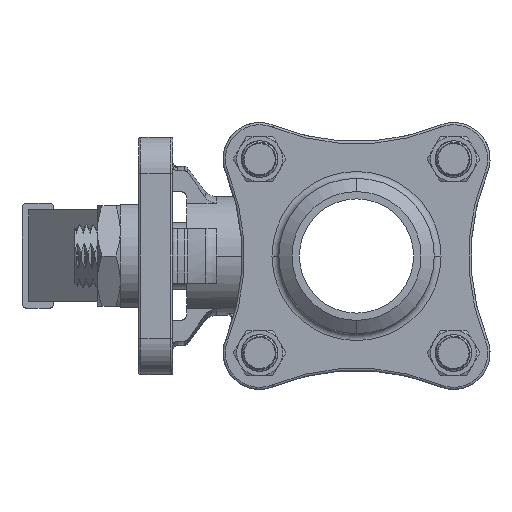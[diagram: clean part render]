
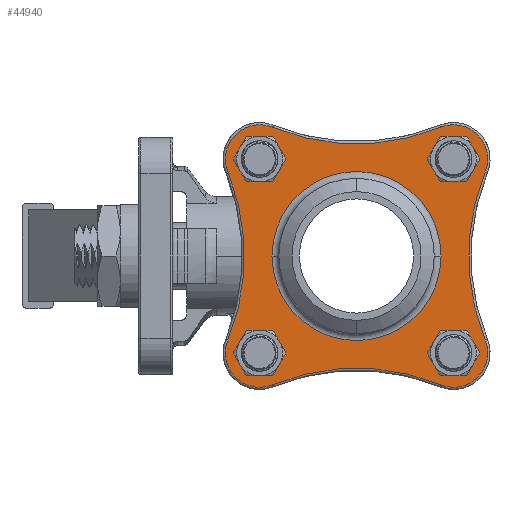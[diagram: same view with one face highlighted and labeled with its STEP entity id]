
A CAD part, left-side view. The second image highlights one B-rep face of the part: STEP entity #44940.
In plain terms, the highlighted planar face has unit normal (-1, 0, 0).
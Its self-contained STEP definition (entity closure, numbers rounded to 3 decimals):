
#43859=CARTESIAN_POINT('',(0.,-21.213,-21.213));
#43860=DIRECTION('',(-1.,0.,0.));
#43861=DIRECTION('',(0.,-1.,0.));
#43862=AXIS2_PLACEMENT_3D('',#43859,#43860,#43861);
#43864=CARTESIAN_POINT('',(0.,-21.213,-21.213));
#43865=DIRECTION('',(-1.,0.,0.));
#43866=DIRECTION('',(0.,1.,0.));
#43867=AXIS2_PLACEMENT_3D('',#43864,#43865,#43866);
#43869=CARTESIAN_POINT('',(0.,21.213,-21.213));
#43870=DIRECTION('',(-1.,0.,0.));
#43871=DIRECTION('',(0.,-1.,0.));
#43872=AXIS2_PLACEMENT_3D('',#43869,#43870,#43871);
#43874=CARTESIAN_POINT('',(0.,21.213,-21.213));
#43875=DIRECTION('',(-1.,0.,0.));
#43876=DIRECTION('',(0.,1.,0.));
#43877=AXIS2_PLACEMENT_3D('',#43874,#43875,#43876);
#43879=CARTESIAN_POINT('',(0.,-21.213,21.213));
#43880=DIRECTION('',(-1.,0.,0.));
#43881=DIRECTION('',(0.,-1.,0.));
#43882=AXIS2_PLACEMENT_3D('',#43879,#43880,#43881);
#43884=CARTESIAN_POINT('',(0.,-21.213,21.213));
#43885=DIRECTION('',(-1.,0.,0.));
#43886=DIRECTION('',(0.,1.,0.));
#43887=AXIS2_PLACEMENT_3D('',#43884,#43885,#43886);
#43889=CARTESIAN_POINT('',(0.,21.213,21.213));
#43890=DIRECTION('',(-1.,0.,0.));
#43891=DIRECTION('',(0.,-1.,0.));
#43892=AXIS2_PLACEMENT_3D('',#43889,#43890,#43891);
#43894=CARTESIAN_POINT('',(0.,21.213,21.213));
#43895=DIRECTION('',(-1.,0.,0.));
#43896=DIRECTION('',(0.,1.,0.));
#43897=AXIS2_PLACEMENT_3D('',#43894,#43895,#43896);
#43899=CARTESIAN_POINT('',(0.,21.213,21.213));
#43900=DIRECTION('',(-1.,0.,0.));
#43901=DIRECTION('',(0.,-0.379,0.925));
#43902=AXIS2_PLACEMENT_3D('',#43899,#43900,#43901);
#43904=CARTESIAN_POINT('',(0.,0.,73.04));
#43905=DIRECTION('',(1.,0.,0.));
#43906=DIRECTION('',(0.,-0.379,-0.925));
#43907=AXIS2_PLACEMENT_3D('',#43904,#43905,#43906);
#43909=CARTESIAN_POINT('',(0.,-21.213,21.213));
#43910=DIRECTION('',(-1.,0.,0.));
#43911=DIRECTION('',(0.,-0.925,-0.379));
#43912=AXIS2_PLACEMENT_3D('',#43909,#43910,#43911);
#43914=CARTESIAN_POINT('',(0.,-73.04,0.));
#43915=DIRECTION('',(1.,0.,0.));
#43916=DIRECTION('',(0.,0.925,-0.379));
#43917=AXIS2_PLACEMENT_3D('',#43914,#43915,#43916);
#43919=CARTESIAN_POINT('',(0.,-21.213,-21.213));
#43920=DIRECTION('',(-1.,0.,0.));
#43921=DIRECTION('',(0.,0.379,-0.925));
#43922=AXIS2_PLACEMENT_3D('',#43919,#43920,#43921);
#43924=CARTESIAN_POINT('',(0.,0.,-73.04));
#43925=DIRECTION('',(1.,0.,0.));
#43926=DIRECTION('',(0.,0.379,0.925));
#43927=AXIS2_PLACEMENT_3D('',#43924,#43925,#43926);
#43929=CARTESIAN_POINT('',(0.,21.213,-21.213));
#43930=DIRECTION('',(-1.,0.,0.));
#43931=DIRECTION('',(0.,0.925,0.379));
#43932=AXIS2_PLACEMENT_3D('',#43929,#43930,#43931);
#43934=CARTESIAN_POINT('',(0.,73.039,0.003));
#43935=DIRECTION('',(1.,0.,0.));
#43936=DIRECTION('',(0.,-0.927,0.376));
#43937=AXIS2_PLACEMENT_3D('',#43934,#43935,#43936);
#43939=CARTESIAN_POINT('',(0.,0.,0.));
#43940=DIRECTION('',(-1.,0.,0.));
#43941=DIRECTION('',(0.,1.,0.));
#43942=AXIS2_PLACEMENT_3D('',#43939,#43940,#43941);
#43944=CARTESIAN_POINT('',(0.,0.,0.));
#43945=DIRECTION('',(-1.,0.,0.));
#43946=DIRECTION('',(0.,-1.,0.));
#43947=AXIS2_PLACEMENT_3D('',#43944,#43945,#43946);
#44703=CARTESIAN_POINT('',(0.,-25.463,-21.213));
#44704=CARTESIAN_POINT('',(0.,-16.963,-21.213));
#44705=VERTEX_POINT('',#44703);
#44706=VERTEX_POINT('',#44704);
#44707=CARTESIAN_POINT('',(0.,16.963,-21.213));
#44708=CARTESIAN_POINT('',(0.,25.463,-21.213));
#44709=VERTEX_POINT('',#44707);
#44710=VERTEX_POINT('',#44708);
#44711=CARTESIAN_POINT('',(0.,-25.463,21.213));
#44712=CARTESIAN_POINT('',(0.,-16.963,21.213));
#44713=VERTEX_POINT('',#44711);
#44714=VERTEX_POINT('',#44712);
#44715=CARTESIAN_POINT('',(0.,16.963,21.213));
#44716=CARTESIAN_POINT('',(0.,25.463,21.213));
#44717=VERTEX_POINT('',#44715);
#44718=VERTEX_POINT('',#44716);
#44743=CARTESIAN_POINT('',(0.,18.372,28.154));
#44744=CARTESIAN_POINT('',(0.,28.089,18.217));
#44745=VERTEX_POINT('',#44743);
#44746=VERTEX_POINT('',#44744);
#44747=CARTESIAN_POINT('',(0.,28.154,-18.372));
#44748=VERTEX_POINT('',#44747);
#44751=CARTESIAN_POINT('',(0.,18.372,-28.154));
#44752=VERTEX_POINT('',#44751);
#44755=CARTESIAN_POINT('',(0.,-18.372,-28.154));
#44756=VERTEX_POINT('',#44755);
#44759=CARTESIAN_POINT('',(0.,-28.154,-18.372));
#44760=VERTEX_POINT('',#44759);
#44763=CARTESIAN_POINT('',(0.,-28.154,18.372));
#44764=VERTEX_POINT('',#44763);
#44767=CARTESIAN_POINT('',(0.,-18.372,28.154));
#44768=VERTEX_POINT('',#44767);
#44879=CARTESIAN_POINT('',(0.,18.5,0.));
#44880=CARTESIAN_POINT('',(0.,-18.5,0.));
#44881=VERTEX_POINT('',#44879);
#44882=VERTEX_POINT('',#44880);
#44887=CARTESIAN_POINT('',(0.,0.,0.));
#44888=DIRECTION('',(1.,0.,0.));
#44889=DIRECTION('',(0.,-1.,0.));
#44890=AXIS2_PLACEMENT_3D('',#44887,#44888,#44889);
#44891=PLANE('',#44890);
#44893=ORIENTED_EDGE('',*,*,#44892,.F.);
#44895=ORIENTED_EDGE('',*,*,#44894,.F.);
#44897=ORIENTED_EDGE('',*,*,#44896,.F.);
#44899=ORIENTED_EDGE('',*,*,#44898,.F.);
#44901=ORIENTED_EDGE('',*,*,#44900,.F.);
#44903=ORIENTED_EDGE('',*,*,#44902,.F.);
#44905=ORIENTED_EDGE('',*,*,#44904,.F.);
#44907=ORIENTED_EDGE('',*,*,#44906,.F.);
#44908=EDGE_LOOP('',(#44893,#44895,#44897,#44899,#44901,#44903,#44905,#44907));
#44909=FACE_OUTER_BOUND('',#44908,.F.);
#44911=ORIENTED_EDGE('',*,*,#44910,.T.);
#44913=ORIENTED_EDGE('',*,*,#44912,.T.);
#44914=EDGE_LOOP('',(#44911,#44913));
#44915=FACE_BOUND('',#44914,.F.);
#44917=ORIENTED_EDGE('',*,*,#44916,.T.);
#44919=ORIENTED_EDGE('',*,*,#44918,.T.);
#44920=EDGE_LOOP('',(#44917,#44919));
#44921=FACE_BOUND('',#44920,.F.);
#44923=ORIENTED_EDGE('',*,*,#44922,.T.);
#44925=ORIENTED_EDGE('',*,*,#44924,.T.);
#44926=EDGE_LOOP('',(#44923,#44925));
#44927=FACE_BOUND('',#44926,.F.);
#44929=ORIENTED_EDGE('',*,*,#44928,.T.);
#44931=ORIENTED_EDGE('',*,*,#44930,.T.);
#44932=EDGE_LOOP('',(#44929,#44931));
#44933=FACE_BOUND('',#44932,.F.);
#44935=ORIENTED_EDGE('',*,*,#44934,.T.);
#44937=ORIENTED_EDGE('',*,*,#44936,.T.);
#44938=EDGE_LOOP('',(#44935,#44937));
#44939=FACE_BOUND('',#44938,.F.);
#43863=CIRCLE('',#43862,4.25);
#43868=CIRCLE('',#43867,4.25);
#43873=CIRCLE('',#43872,4.25);
#43878=CIRCLE('',#43877,4.25);
#43883=CIRCLE('',#43882,4.25);
#43888=CIRCLE('',#43887,4.25);
#43893=CIRCLE('',#43892,4.25);
#43898=CIRCLE('',#43897,4.25);
#43903=CIRCLE('',#43902,7.5);
#43908=CIRCLE('',#43907,48.5);
#43913=CIRCLE('',#43912,7.5);
#43918=CIRCLE('',#43917,48.5);
#43923=CIRCLE('',#43922,7.5);
#43928=CIRCLE('',#43927,48.5);
#43933=CIRCLE('',#43932,7.5);
#43938=CIRCLE('',#43937,48.501);
#43943=CIRCLE('',#43942,18.5);
#43948=CIRCLE('',#43947,18.5);
#44892=EDGE_CURVE('',#44745,#44746,#43903,.T.);
#44894=EDGE_CURVE('',#44768,#44745,#43908,.T.);
#44896=EDGE_CURVE('',#44764,#44768,#43913,.T.);
#44898=EDGE_CURVE('',#44760,#44764,#43918,.T.);
#44900=EDGE_CURVE('',#44756,#44760,#43923,.T.);
#44902=EDGE_CURVE('',#44752,#44756,#43928,.T.);
#44904=EDGE_CURVE('',#44748,#44752,#43933,.T.);
#44906=EDGE_CURVE('',#44746,#44748,#43938,.T.);
#44910=EDGE_CURVE('',#44709,#44710,#43873,.T.);
#44912=EDGE_CURVE('',#44710,#44709,#43878,.T.);
#44916=EDGE_CURVE('',#44713,#44714,#43883,.T.);
#44918=EDGE_CURVE('',#44714,#44713,#43888,.T.);
#44922=EDGE_CURVE('',#44717,#44718,#43893,.T.);
#44924=EDGE_CURVE('',#44718,#44717,#43898,.T.);
#44928=EDGE_CURVE('',#44705,#44706,#43863,.T.);
#44930=EDGE_CURVE('',#44706,#44705,#43868,.T.);
#44934=EDGE_CURVE('',#44881,#44882,#43943,.T.);
#44936=EDGE_CURVE('',#44882,#44881,#43948,.T.);
#44940=ADVANCED_FACE('',(#44909,#44915,#44921,#44927,#44933,#44939),#44891,.F.);
